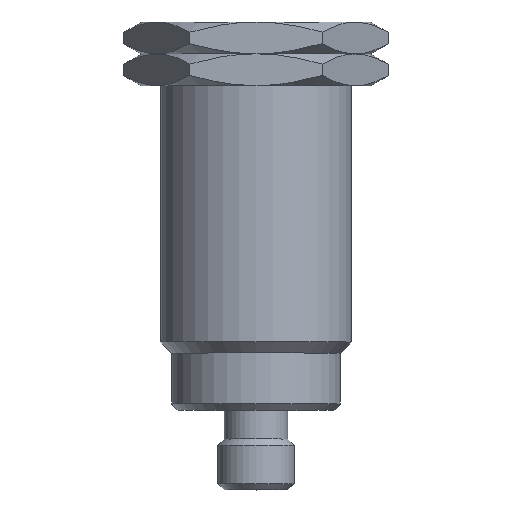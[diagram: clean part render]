
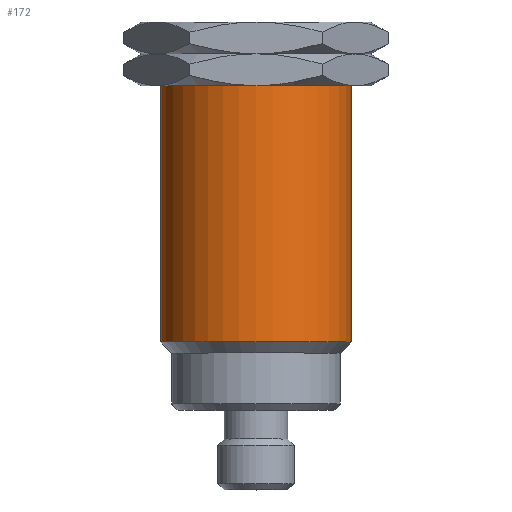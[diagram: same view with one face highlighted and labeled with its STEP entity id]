
A CAD part, top view. The second image highlights one B-rep face of the part: STEP entity #172.
In plain terms, the highlighted cylindrical face has radius 15 mm (diameter 30 mm), a partial arc.
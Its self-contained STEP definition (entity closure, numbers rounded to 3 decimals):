
#172=ADVANCED_FACE('',(#255),#256,.T.);
#255=FACE_OUTER_BOUND('',#422,.T.);
#256=CYLINDRICAL_SURFACE('',#423,15.0);
#422=EDGE_LOOP('',(#594,#595,#596,#597));
#423=AXIS2_PLACEMENT_3D('',#598,#599,#600);
#594=ORIENTED_EDGE('',*,*,#1170,.F.);
#595=ORIENTED_EDGE('',*,*,#1171,.T.);
#596=ORIENTED_EDGE('',*,*,#1172,.F.);
#597=ORIENTED_EDGE('',*,*,#1167,.F.);
#598=CARTESIAN_POINT('',(0.0,-26.0,0.0));
#599=DIRECTION('',(0.0,-1.0,0.0));
#600=DIRECTION('',(-1.0,0.0,0.0));
#1167=EDGE_CURVE('',#1334,#1337,#1338,.T.);
#1170=EDGE_CURVE('',#1342,#1334,#1343,.T.);
#1171=EDGE_CURVE('',#1342,#1344,#1345,.T.);
#1172=EDGE_CURVE('',#1337,#1344,#1346,.T.);
#1334=VERTEX_POINT('',#1596);
#1337=VERTEX_POINT('',#1600);
#1338=CIRCLE('',#1601,15.0);
#1342=VERTEX_POINT('',#1606);
#1343=LINE('',#1607,#1608);
#1344=VERTEX_POINT('',#1609);
#1345=CIRCLE('',#1610,15.0);
#1346=LINE('',#1611,#1612);
#1596=CARTESIAN_POINT('',(-15.0,-1.75,0.0));
#1600=CARTESIAN_POINT('',(15.0,-1.75,0.));
#1601=AXIS2_PLACEMENT_3D('',#2437,#2438,#2439);
#1606=CARTESIAN_POINT('',(-15.0,-50.25,0.0));
#1607=CARTESIAN_POINT('',(-15.0,-26.0,0.));
#1608=VECTOR('',#2444,1.0);
#1609=CARTESIAN_POINT('',(15.0,-50.25,0.));
#1610=AXIS2_PLACEMENT_3D('',#2445,#2446,#2447);
#1611=CARTESIAN_POINT('',(15.0,-26.0,0.));
#1612=VECTOR('',#2448,1.0);
#2437=CARTESIAN_POINT('',(0.0,-1.75,0.0));
#2438=DIRECTION('',(0.0,1.0,0.0));
#2439=DIRECTION('',(-1.0,0.0,0.0));
#2444=DIRECTION('',(0.0,1.0,0.0));
#2445=CARTESIAN_POINT('',(0.0,-50.25,0.0));
#2446=DIRECTION('',(0.0,1.0,0.0));
#2447=DIRECTION('',(-1.0,0.0,0.0));
#2448=DIRECTION('',(0.0,-1.0,0.0));
